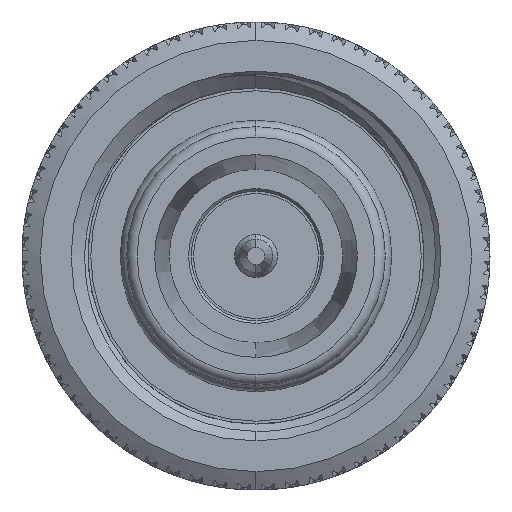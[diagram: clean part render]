
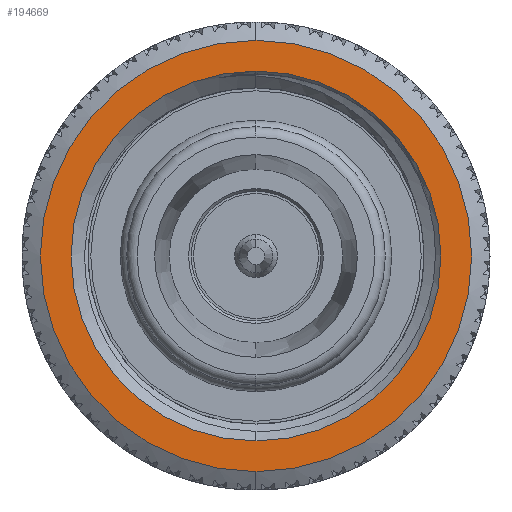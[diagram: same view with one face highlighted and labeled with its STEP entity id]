
A CAD part, left-side view. The second image highlights one B-rep face of the part: STEP entity #194669.
In plain terms, the highlighted planar face has unit normal (-1, 0, 0).
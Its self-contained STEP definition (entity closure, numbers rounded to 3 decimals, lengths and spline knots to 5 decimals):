
#8001 = DIRECTION ( 'NONE',  ( 1., 0., 0. ) ) ;
#9901 = CIRCLE ( 'NONE', #137070, 0.28153 ) ;
#11190 = EDGE_CURVE ( 'NONE', #153729, #14685, #87984, .T. ) ;
#12448 = CARTESIAN_POINT ( 'NONE',  ( 0.06248, 0., 0. ) ) ;
#12677 = DIRECTION ( 'NONE',  ( -1., 0., 0. ) ) ;
#13235 = CARTESIAN_POINT ( 'NONE',  ( 0.06248, 0., -0.32834 ) ) ;
#14685 = VERTEX_POINT ( 'NONE', #156257 ) ;
#21751 = EDGE_CURVE ( 'NONE', #158320, #169296, #9901, .T. ) ;
#23765 = DIRECTION ( 'NONE',  ( 0., 0., -1. ) ) ;
#25102 = AXIS2_PLACEMENT_3D ( 'NONE', #118657, #198582, #165604 ) ;
#28344 = ORIENTED_EDGE ( 'NONE', *, *, #184098, .F. ) ;
#33363 = AXIS2_PLACEMENT_3D ( 'NONE', #139824, #12677, #202533 ) ;
#36421 = EDGE_LOOP ( 'NONE', ( #133833, #188284 ) ) ;
#36600 = AXIS2_PLACEMENT_3D ( 'NONE', #94420, #141999, #47694 ) ;
#42887 = EDGE_LOOP ( 'NONE', ( #129808, #28344 ) ) ;
#46323 = CIRCLE ( 'NONE', #36600, 0.32834 ) ;
#47694 = DIRECTION ( 'NONE',  ( 0., 0., -1. ) ) ;
#58366 = CARTESIAN_POINT ( 'NONE',  ( 0.06248, 0., -0.28153 ) ) ;
#59055 = DIRECTION ( 'NONE',  ( 0., 0., 1. ) ) ;
#87480 = CARTESIAN_POINT ( 'NONE',  ( 0.06248, 0., 0.28153 ) ) ;
#87984 = CIRCLE ( 'NONE', #132225, 0.32834 ) ;
#89122 = FACE_OUTER_BOUND ( 'NONE', #42887, .T. ) ;
#94420 = CARTESIAN_POINT ( 'NONE',  ( 0.06248, 0., 0. ) ) ;
#101992 = CARTESIAN_POINT ( 'NONE',  ( 0.06248, 0., 0. ) ) ;
#116196 = FACE_BOUND ( 'NONE', #36421, .T. ) ;
#117304 = PLANE ( 'NONE',  #25102 ) ;
#118657 = CARTESIAN_POINT ( 'NONE',  ( 0.06248, 0., 0. ) ) ;
#121236 = EDGE_CURVE ( 'NONE', #169296, #158320, #153003, .T. ) ;
#129808 = ORIENTED_EDGE ( 'NONE', *, *, #11190, .F. ) ;
#132225 = AXIS2_PLACEMENT_3D ( 'NONE', #101992, #8001, #23765 ) ;
#133833 = ORIENTED_EDGE ( 'NONE', *, *, #121236, .F. ) ;
#137070 = AXIS2_PLACEMENT_3D ( 'NONE', #12448, #200951, #59055 ) ;
#139824 = CARTESIAN_POINT ( 'NONE',  ( 0.06248, 0., 0. ) ) ;
#141999 = DIRECTION ( 'NONE',  ( 1., 0., 0. ) ) ;
#153003 = CIRCLE ( 'NONE', #33363, 0.28153 ) ;
#153729 = VERTEX_POINT ( 'NONE', #13235 ) ;
#156257 = CARTESIAN_POINT ( 'NONE',  ( 0.06248, 0., 0.32834 ) ) ;
#158320 = VERTEX_POINT ( 'NONE', #58366 ) ;
#165604 = DIRECTION ( 'NONE',  ( 0., 0., 1. ) ) ;
#169296 = VERTEX_POINT ( 'NONE', #87480 ) ;
#184098 = EDGE_CURVE ( 'NONE', #14685, #153729, #46323, .T. ) ;
#188284 = ORIENTED_EDGE ( 'NONE', *, *, #21751, .F. ) ;
#194669 = ADVANCED_FACE ( 'NONE', ( #116196, #89122 ), #117304, .T. ) ;
#198582 = DIRECTION ( 'NONE',  ( -1., 0., 0. ) ) ;
#200951 = DIRECTION ( 'NONE',  ( -1., 0., 0. ) ) ;
#202533 = DIRECTION ( 'NONE',  ( 0., 0., 1. ) ) ;
